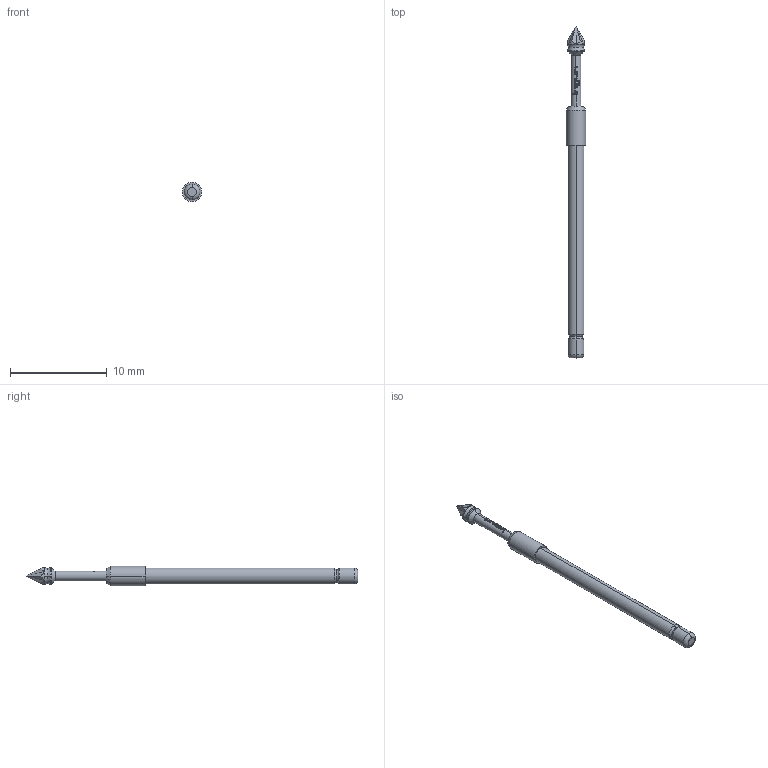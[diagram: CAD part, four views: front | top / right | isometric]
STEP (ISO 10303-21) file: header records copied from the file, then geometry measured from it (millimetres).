
FILE_DESCRIPTION (( 'STEP AP203' ), '1' );
FILE_NAME ('INGUN_HSS-118_317_175_A_xx04.STEP', '2021-01-08T11:01:41', ( '' ), ( '' ), 'SwSTEP 2.0', 'SolidWorks 2018', '' );
FILE_SCHEMA (( 'CONFIG_CONTROL_DESIGN' ));
Length unit declared in the file: millimetre
Products named in the file (1): INGUN_HSS-118_317_175_A_xx04
Bounding box: 2 x 34.3 x 2 mm (x, y, z)
Volume: 67 mm3; surface area: 172.6 mm2
Topology: 1 solids, 1 shells, 122 faces, 324 edges, 207 vertices
Faces by surface type: plane 55, cylinder 31, bspline 22, torus 10, cone 4
Entity records: 4807 total; most frequent: CARTESIAN_POINT 2214, ORIENTED_EDGE 648, DIRECTION 336, EDGE_CURVE 324, B_SPLINE_CURVE_WITH_KNOTS 222, VERTEX_POINT 207, AXIS2_PLACEMENT_3D 145, EDGE_LOOP 125
